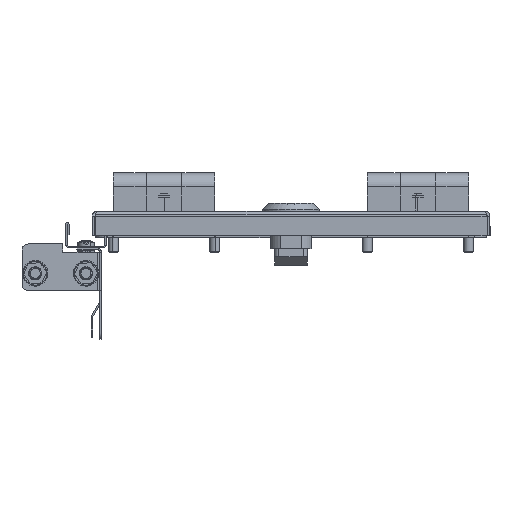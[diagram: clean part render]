
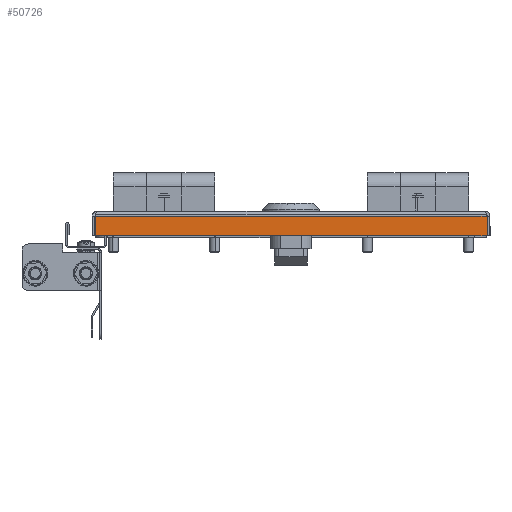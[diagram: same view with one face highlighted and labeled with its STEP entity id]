
A CAD part, left-side view. The second image highlights one B-rep face of the part: STEP entity #50726.
In plain terms, the highlighted planar face has unit normal (-1, 0, 0).
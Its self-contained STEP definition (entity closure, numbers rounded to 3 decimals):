
#2378 = LINE ( 'NONE', #31188, #48160 ) ;
#2410 = VECTOR ( 'NONE', #31319, 1000. ) ;
#4832 = LINE ( 'NONE', #28399, #6189 ) ;
#6189 = VECTOR ( 'NONE', #40779, 1000. ) ;
#6205 = AXIS2_PLACEMENT_3D ( 'NONE', #37335, #19608, #27928 ) ;
#8202 = VECTOR ( 'NONE', #52480, 1000. ) ;
#10382 = FACE_OUTER_BOUND ( 'NONE', #35882, .T. ) ;
#10541 = ORIENTED_EDGE ( 'NONE', *, *, #57238, .F. ) ;
#15315 = CARTESIAN_POINT ( 'NONE',  ( -589.25, -96.531, -12. ) ) ;
#16340 = CARTESIAN_POINT ( 'NONE',  ( -589.25, 96.528, -12. ) ) ;
#16977 = CARTESIAN_POINT ( 'NONE',  ( -589.25, -96.531, -1.4 ) ) ;
#17897 = DIRECTION ( 'NONE',  ( 0., 0., -1. ) ) ;
#19606 = VERTEX_POINT ( 'NONE', #15315 ) ;
#19608 = DIRECTION ( 'NONE',  ( 1., 0., 0. ) ) ;
#22666 = VERTEX_POINT ( 'NONE', #23468 ) ;
#23468 = CARTESIAN_POINT ( 'NONE',  ( -589.25, -96.531, -2.4 ) ) ;
#25063 = EDGE_CURVE ( 'NONE', #32265, #19606, #41894, .T. ) ;
#27625 = EDGE_CURVE ( 'NONE', #22666, #19606, #55397, .T. ) ;
#27813 = ORIENTED_EDGE ( 'NONE', *, *, #49727, .T. ) ;
#27928 = DIRECTION ( 'NONE',  ( 0., 0., -1. ) ) ;
#28399 = CARTESIAN_POINT ( 'NONE',  ( -589.25, -98.002, -2.4 ) ) ;
#28649 = ORIENTED_EDGE ( 'NONE', *, *, #25063, .T. ) ;
#31188 = CARTESIAN_POINT ( 'NONE',  ( -589.25, 96.528, 0. ) ) ;
#31319 = DIRECTION ( 'NONE',  ( 0., -1., 0. ) ) ;
#32265 = VERTEX_POINT ( 'NONE', #16340 ) ;
#35882 = EDGE_LOOP ( 'NONE', ( #47508, #10541, #27813, #28649 ) ) ;
#37308 = VERTEX_POINT ( 'NONE', #44101 ) ;
#37335 = CARTESIAN_POINT ( 'NONE',  ( -589.25, -0.002, 0. ) ) ;
#40779 = DIRECTION ( 'NONE',  ( 0., -1., 0. ) ) ;
#41894 = LINE ( 'NONE', #44717, #2410 ) ;
#44101 = CARTESIAN_POINT ( 'NONE',  ( -589.25, 96.528, -2.4 ) ) ;
#44717 = CARTESIAN_POINT ( 'NONE',  ( -589.25, -0.002, -12. ) ) ;
#47508 = ORIENTED_EDGE ( 'NONE', *, *, #27625, .F. ) ;
#48160 = VECTOR ( 'NONE', #17897, 1000. ) ;
#49727 = EDGE_CURVE ( 'NONE', #37308, #32265, #2378, .T. ) ;
#50726 = ADVANCED_FACE ( 'NONE', ( #10382 ), #54485, .F. ) ;
#52480 = DIRECTION ( 'NONE',  ( 0., 0., -1. ) ) ;
#54485 = PLANE ( 'NONE',  #6205 ) ;
#55397 = LINE ( 'NONE', #16977, #8202 ) ;
#57238 = EDGE_CURVE ( 'NONE', #37308, #22666, #4832, .T. ) ;
